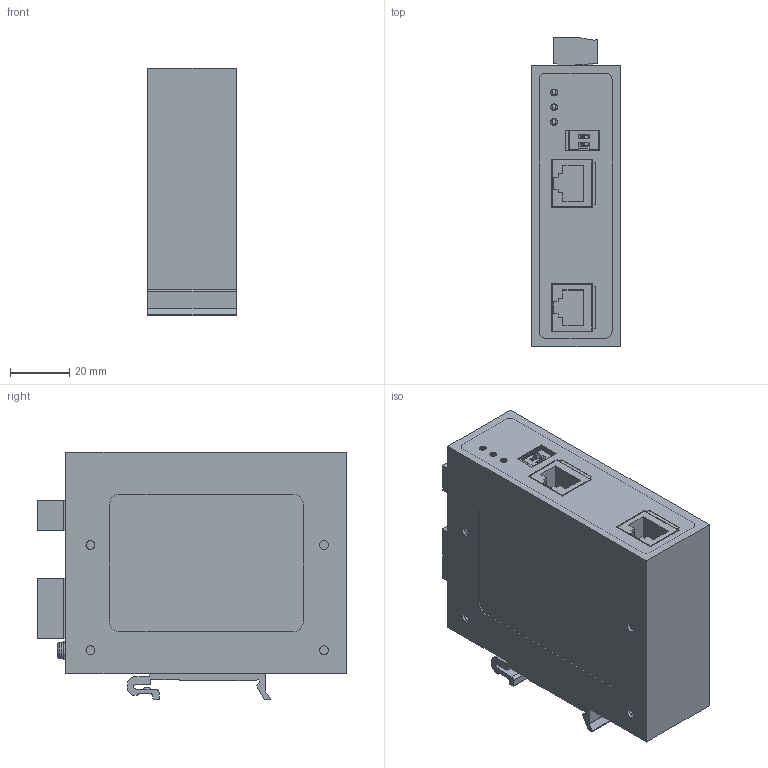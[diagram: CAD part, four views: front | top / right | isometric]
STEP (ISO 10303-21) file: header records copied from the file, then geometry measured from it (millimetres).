
FILE_DESCRIPTION (( 'STEP AP214' ), '1' );
FILE_NAME ('SE3-IJ2A2UG-T.STEP', '2024-09-12T18:42:27', ( '' ), ( '' ), 'SwSTEP 2.0', 'SolidWorks 2023', '' );
FILE_SCHEMA (( 'AUTOMOTIVE_DESIGN' ));
Length unit declared in the file: inch
Products named in the file (1): SE3-IJ2A2UG-T
Bounding box: 30 x 104.7 x 83.8 mm (x, y, z)
Volume: 37533.2 mm3; surface area: 65656 mm2
Topology: 27 solids, 27 shells, 1386 faces, 3473 edges, 2199 vertices
Faces by surface type: plane 950, cylinder 290, bspline 92, cone 42, torus 12
Full cylindrical faces by diameter (mm): 1.4 x8, 1.5 x1, 2 x8, 2.2 x3, 2.3 x3, 2.4 x9, 2.8 x10, 2.9 x1, 3 x4, 3.783 x6, 4 x9, 5 x9, 5.5 x1
Entity records: 43933 total; most frequent: CARTESIAN_POINT 11247, ORIENTED_EDGE 6592, DIRECTION 6479, EDGE_CURVE 3296, VECTOR 2475, LINE 2475, VERTEX_POINT 2159, AXIS2_PLACEMENT_3D 2002
